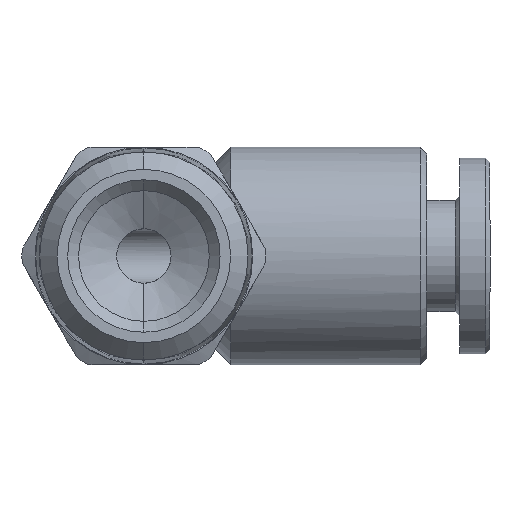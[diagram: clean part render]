
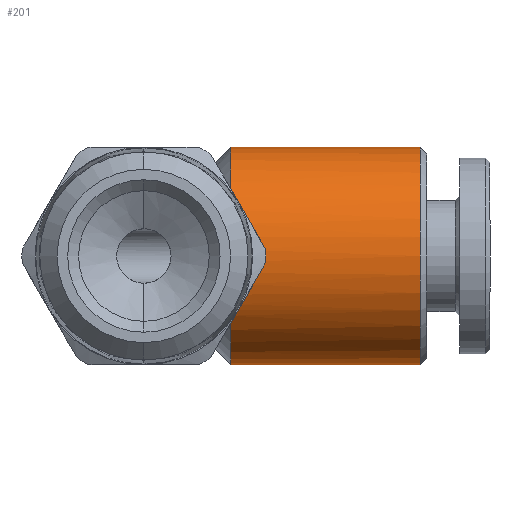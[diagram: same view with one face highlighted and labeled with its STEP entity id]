
A CAD part, front view. The second image highlights one B-rep face of the part: STEP entity #201.
In plain terms, the highlighted cylindrical face has radius 5 mm (diameter 10 mm), a partial arc.
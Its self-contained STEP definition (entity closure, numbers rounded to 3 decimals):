
#65 = EDGE_CURVE ( 'NONE', #1598, #1583, #679, .T. ) ;
#67 = EDGE_CURVE ( 'NONE', #1580, #1581, #676, .T. ) ;
#78 = EDGE_CURVE ( 'NONE', #1598, #1585, #727, .T. ) ;
#201 = ADVANCED_FACE ( 'NONE', ( #952 ), #953, .T. ) ;
#269 = EDGE_CURVE ( 'NONE', #1581, #1583, #1002, .T. ) ;
#270 = EDGE_CURVE ( 'NONE', #1580, #1584, #1003, .T. ) ;
#273 = EDGE_CURVE ( 'NONE', #1584, #1585, #492, .T. ) ;
#490 = AXIS2_PLACEMENT_3D ( 'NONE', #2135, #2136, #2137 ) ;
#491 = VECTOR ( 'NONE', #2124, 1000. ) ;
#492 = CIRCLE ( 'NONE', #490, 5. ) ;
#493 = VECTOR ( 'NONE', #2122, 1000. ) ;
#584 = AXIS2_PLACEMENT_3D ( 'NONE', #1433, #1434, #1435 ) ;
#671 = AXIS2_PLACEMENT_3D ( 'NONE', #1176, #1177, #1178 ) ;
#675 = AXIS2_PLACEMENT_3D ( 'NONE', #1170, #1171, #1172 ) ;
#676 = CIRCLE ( 'NONE', #671, 5. ) ;
#679 = CIRCLE ( 'NONE', #675, 5. ) ;
#727 = B_SPLINE_CURVE_WITH_KNOTS ( 'NONE', 3,
 ( #1214, #1215, #1216, #1217, #1218, #1219, #1220, #1221, #1222, #1223, #1224, #1225, #1226, #1227, #1228, #1229, #1230, #1231 ),
 .UNSPECIFIED., .F., .F.,
 ( 4, 2, 2, 2, 2, 2, 2, 2, 4 ),
 ( 0.023, 0.024, 0.025, 0.025, 0.026, 0.027, 0.028, 0.028, 0.029 ),
 .UNSPECIFIED. ) ;
#822 = EDGE_LOOP ( 'NONE', ( #1895, #1896, #1893, #1897, #1899, #1900 ) ) ;
#952 = FACE_OUTER_BOUND ( 'NONE', #822, .T. ) ;
#953 = CYLINDRICAL_SURFACE ( 'NONE', #584, 5. ) ;
#1002 = LINE ( 'NONE', #2121, #493 ) ;
#1003 = LINE ( 'NONE', #2123, #491 ) ;
#1170 = CARTESIAN_POINT ( 'NONE',  ( 4., 0., 0. ) ) ;
#1171 = DIRECTION ( 'NONE',  ( -1., 0., 0. ) ) ;
#1172 = DIRECTION ( 'NONE',  ( 0., 0., 1. ) ) ;
#1176 = CARTESIAN_POINT ( 'NONE',  ( 12.7, 0., 0. ) ) ;
#1177 = DIRECTION ( 'NONE',  ( -1., 0., 0. ) ) ;
#1178 = DIRECTION ( 'NONE',  ( 0., 0., 1. ) ) ;
#1214 = CARTESIAN_POINT ( 'NONE',  ( 4., -4.181, 2.743 ) ) ;
#1215 = CARTESIAN_POINT ( 'NONE',  ( 4.126, -4.302, 2.558 ) ) ;
#1216 = CARTESIAN_POINT ( 'NONE',  ( 4.244, -4.415, 2.358 ) ) ;
#1217 = CARTESIAN_POINT ( 'NONE',  ( 4.452, -4.615, 1.939 ) ) ;
#1218 = CARTESIAN_POINT ( 'NONE',  ( 4.542, -4.702, 1.718 ) ) ;
#1219 = CARTESIAN_POINT ( 'NONE',  ( 4.692, -4.847, 1.251 ) ) ;
#1220 = CARTESIAN_POINT ( 'NONE',  ( 4.751, -4.904, 1.007 ) ) ;
#1221 = CARTESIAN_POINT ( 'NONE',  ( 4.829, -4.98, 0.513 ) ) ;
#1222 = CARTESIAN_POINT ( 'NONE',  ( 4.85, -5., 0.261 ) ) ;
#1223 = CARTESIAN_POINT ( 'NONE',  ( 4.85, -5., -0.254 ) ) ;
#1224 = CARTESIAN_POINT ( 'NONE',  ( 4.83, -4.981, -0.507 ) ) ;
#1225 = CARTESIAN_POINT ( 'NONE',  ( 4.752, -4.905, -1.004 ) ) ;
#1226 = CARTESIAN_POINT ( 'NONE',  ( 4.693, -4.847, -1.25 ) ) ;
#1227 = CARTESIAN_POINT ( 'NONE',  ( 4.543, -4.703, -1.716 ) ) ;
#1228 = CARTESIAN_POINT ( 'NONE',  ( 4.452, -4.615, -1.938 ) ) ;
#1229 = CARTESIAN_POINT ( 'NONE',  ( 4.244, -4.414, -2.36 ) ) ;
#1230 = CARTESIAN_POINT ( 'NONE',  ( 4.126, -4.301, -2.559 ) ) ;
#1231 = CARTESIAN_POINT ( 'NONE',  ( 4., -4.181, -2.743 ) ) ;
#1433 = CARTESIAN_POINT ( 'NONE',  ( -3.45, 0., 0. ) ) ;
#1434 = DIRECTION ( 'NONE',  ( -1., 0., 0. ) ) ;
#1435 = DIRECTION ( 'NONE',  ( 0., 0., 1. ) ) ;
#1580 = VERTEX_POINT ( 'NONE', #2437 ) ;
#1581 = VERTEX_POINT ( 'NONE', #2438 ) ;
#1583 = VERTEX_POINT ( 'NONE', #2440 ) ;
#1584 = VERTEX_POINT ( 'NONE', #2441 ) ;
#1585 = VERTEX_POINT ( 'NONE', #2442 ) ;
#1598 = VERTEX_POINT ( 'NONE', #2455 ) ;
#1893 = ORIENTED_EDGE ( 'NONE', *, *, #269, .T. ) ;
#1895 = ORIENTED_EDGE ( 'NONE', *, *, #270, .F. ) ;
#1896 = ORIENTED_EDGE ( 'NONE', *, *, #67, .T. ) ;
#1897 = ORIENTED_EDGE ( 'NONE', *, *, #65, .F. ) ;
#1899 = ORIENTED_EDGE ( 'NONE', *, *, #78, .T. ) ;
#1900 = ORIENTED_EDGE ( 'NONE', *, *, #273, .F. ) ;
#2121 = CARTESIAN_POINT ( 'NONE',  ( -3.45, 0., 5. ) ) ;
#2122 = DIRECTION ( 'NONE',  ( -1., 0., 0. ) ) ;
#2123 = CARTESIAN_POINT ( 'NONE',  ( -3.45, 0., -5. ) ) ;
#2124 = DIRECTION ( 'NONE',  ( -1., 0., 0. ) ) ;
#2135 = CARTESIAN_POINT ( 'NONE',  ( 4., 0., 0. ) ) ;
#2136 = DIRECTION ( 'NONE',  ( -1., 0., 0. ) ) ;
#2137 = DIRECTION ( 'NONE',  ( 0., 0., 1. ) ) ;
#2437 = CARTESIAN_POINT ( 'NONE',  ( 12.7, 0., -5. ) ) ;
#2438 = CARTESIAN_POINT ( 'NONE',  ( 12.7, 0., 5. ) ) ;
#2440 = CARTESIAN_POINT ( 'NONE',  ( 4., 0., 5. ) ) ;
#2441 = CARTESIAN_POINT ( 'NONE',  ( 4., 0., -5. ) ) ;
#2442 = CARTESIAN_POINT ( 'NONE',  ( 4., -4.181, -2.743 ) ) ;
#2455 = CARTESIAN_POINT ( 'NONE',  ( 4., -4.181, 2.743 ) ) ;
